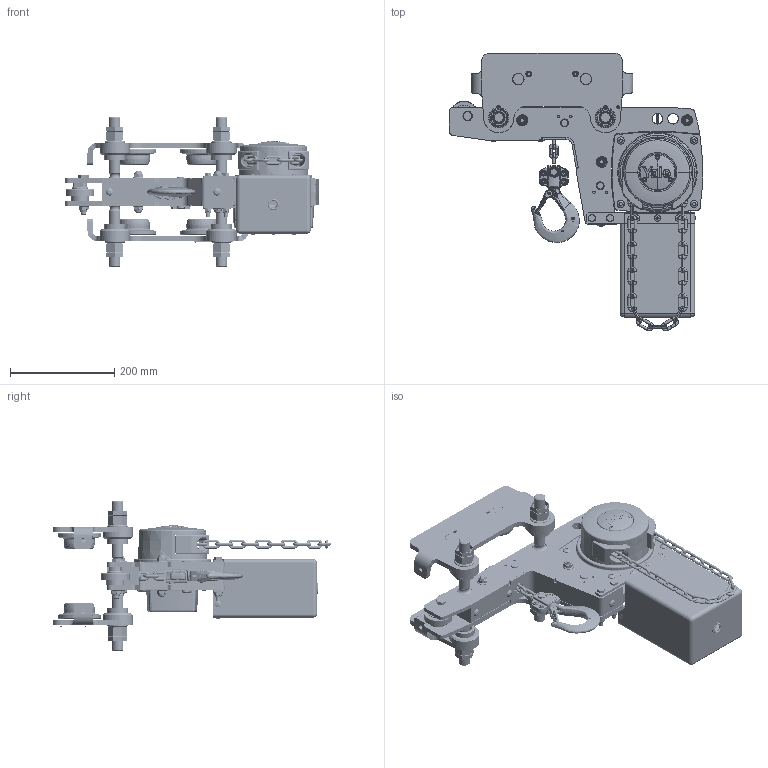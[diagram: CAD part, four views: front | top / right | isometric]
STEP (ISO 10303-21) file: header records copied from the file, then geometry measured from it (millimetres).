
FILE_DESCRIPTION (( 'STEP AP203' ), '1' );
FILE_NAME ('YLLHP III 1t -A.STEP', '2012-03-14T09:14:20', ( 'Yale Industrial Products GmbH' ), ( 'Yale Industrial Products GmbH' ), 'SwSTEP 2.0', 'SolidWorks 2011', '' );
FILE_SCHEMA (( 'CONFIG_CONTROL_DESIGN' ));
Products named in the file (1): YLLHP III 1t -A
Bounding box: 486.91 x 533.92 x 290 mm (x, y, z)
Surface area: 1090720 mm2 (no closed solid volume)
Topology: 0 solids, 226 shells, 2461 faces, 7627 edges, 5228 vertices
Faces by surface type: cylinder 783, plane 650, torus 400, cone 318, bspline 213, sphere 97
Entity records: 119812 total; most frequent: CARTESIAN_POINT 54034, DIRECTION 14309, ORIENTED_EDGE 12211, EDGE_CURVE 7553, AXIS2_PLACEMENT_3D 5978, VERTEX_POINT 5186, CIRCLE 3729, EDGE_LOOP 2905
